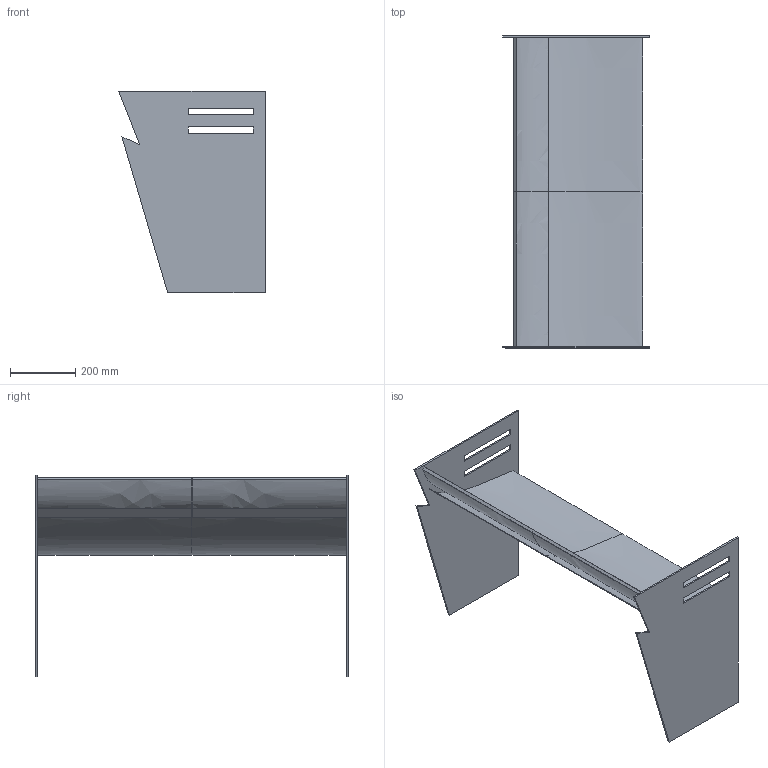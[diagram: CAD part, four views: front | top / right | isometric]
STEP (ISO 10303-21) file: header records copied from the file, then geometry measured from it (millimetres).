
FILE_DESCRIPTION(('CATIA V5 STEP Exchange'),'2;1');
FILE_NAME('Rear Wing.stp','2020-01-07T13:46:41+00:00',('none'),('none'),'CATIA Version 5 Release 17 (IN-10)','CATIA V5 STEP AP203','none');
FILE_SCHEMA(('CONFIG_CONTROL_DESIGN'));
Length unit declared in the file: millimetre
Products named in the file (5): Rear Wing; R_Main_As; R_Sub_As; Symmetry of R_Sub_As; Symmetry of R_Main_As
Assembly tree (14 placements, depth 3):
  Rear Wing
    #56
    R_Main_As
      #565
      #2598
    R_Sub_As
      #2794
      #4827
    #5017
    Symmetry of R_Sub_As
      #5526
      #7559
    Symmetry of R_Main_As
      #7755
      #9788
Bounding box: 450 x 960 x 620 mm (x, y, z)
Volume: 13886764.3 mm3; surface area: 2084825.6 mm2
Topology: 10 solids, 10 shells, 76 faces, 160 edges, 104 vertices
Faces by surface type: plane 68, bspline 8
Entity records: 9941 total; most frequent: CARTESIAN_POINT 8080, ORIENTED_EDGE 320, DIRECTION 316, EDGE_CURVE 160, VECTOR 132, LINE 132, VERTEX_POINT 104, AXIS2_PLACEMENT_3D 92
